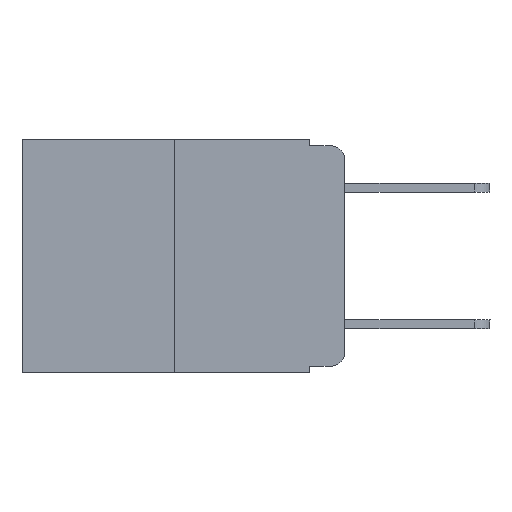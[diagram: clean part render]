
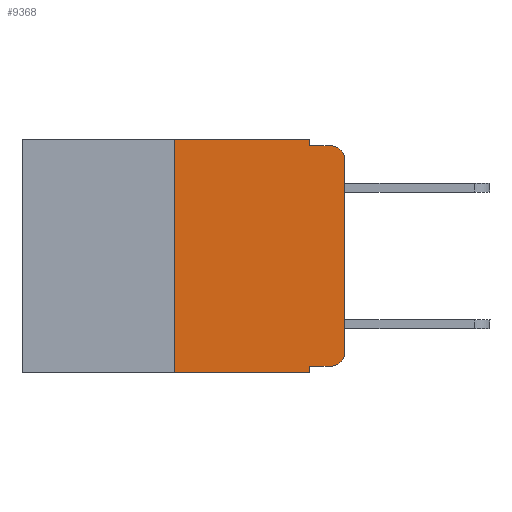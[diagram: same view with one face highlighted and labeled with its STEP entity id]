
A CAD part, left-side view. The second image highlights one B-rep face of the part: STEP entity #9368.
In plain terms, the highlighted planar face has unit normal (-1, 0, 0).
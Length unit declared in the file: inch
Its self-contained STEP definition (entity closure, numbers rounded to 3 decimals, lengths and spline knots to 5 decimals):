
#268 = ORIENTED_EDGE ( 'NONE', *, *, #1127, .T. ) ;
#288 = ORIENTED_EDGE ( 'NONE', *, *, #8918, .T. ) ;
#911 = LINE ( 'NONE', #3964, #10082 ) ;
#1121 = EDGE_LOOP ( 'NONE', ( #5039, #13748, #14221, #11601, #4421, #14276, #288, #14420, #4579, #268 ) ) ;
#1127 = EDGE_CURVE ( 'NONE', #9990, #14855, #18342, .T. ) ;
#1151 = DIRECTION ( 'NONE',  ( 0., -1., 0. ) ) ;
#1653 = CARTESIAN_POINT ( 'NONE',  ( 0., 0.473, 0. ) ) ;
#1880 = CARTESIAN_POINT ( 'NONE',  ( 0., 0.473, -0.343 ) ) ;
#2340 = CARTESIAN_POINT ( 'NONE',  ( 0., 0.051, -0.01 ) ) ;
#3187 = DIRECTION ( 'NONE',  ( 0., 0., -1. ) ) ;
#3222 = CARTESIAN_POINT ( 'NONE',  ( 0., 0.02, -0.333 ) ) ;
#3397 = VECTOR ( 'NONE', #3805, 39.37008 ) ;
#3448 = DIRECTION ( 'NONE',  ( 0., -1., 0. ) ) ;
#3784 = VECTOR ( 'NONE', #18516, 39.37008 ) ;
#3805 = DIRECTION ( 'NONE',  ( 0., -1., 0. ) ) ;
#3835 = CARTESIAN_POINT ( 'NONE',  ( 0., 0., -0.03 ) ) ;
#3964 = CARTESIAN_POINT ( 'NONE',  ( 0., 0.051, 0. ) ) ;
#3965 = VERTEX_POINT ( 'NONE', #3835 ) ;
#4308 = DIRECTION ( 'NONE',  ( -1., 0., 0. ) ) ;
#4349 = CARTESIAN_POINT ( 'NONE',  ( 0., 0.25, 0. ) ) ;
#4421 = ORIENTED_EDGE ( 'NONE', *, *, #15945, .F. ) ;
#4539 = CARTESIAN_POINT ( 'NONE',  ( 0., 0.051, -0.01 ) ) ;
#4579 = ORIENTED_EDGE ( 'NONE', *, *, #15043, .T. ) ;
#5039 = ORIENTED_EDGE ( 'NONE', *, *, #7215, .T. ) ;
#5107 = CARTESIAN_POINT ( 'NONE',  ( 0., 0.02, -0.01 ) ) ;
#5519 = LINE ( 'NONE', #11634, #10144 ) ;
#6023 = CARTESIAN_POINT ( 'NONE',  ( 0., 0.051, -0.333 ) ) ;
#6399 = AXIS2_PLACEMENT_3D ( 'NONE', #1653, #14119, #9221 ) ;
#6819 = VECTOR ( 'NONE', #19274, 39.37008 ) ;
#6995 = VECTOR ( 'NONE', #3448, 39.37008 ) ;
#7215 = EDGE_CURVE ( 'NONE', #14855, #3965, #5519, .T. ) ;
#7618 = EDGE_CURVE ( 'NONE', #11416, #19187, #9330, .T. ) ;
#7731 = CARTESIAN_POINT ( 'NONE',  ( 0., 0.25, 0. ) ) ;
#8432 = LINE ( 'NONE', #4349, #18941 ) ;
#8918 = EDGE_CURVE ( 'NONE', #11734, #18957, #18520, .T. ) ;
#8951 = AXIS2_PLACEMENT_3D ( 'NONE', #19488, #4308, #16525 ) ;
#9023 = CARTESIAN_POINT ( 'NONE',  ( 0., 0., -0.313 ) ) ;
#9193 = EDGE_CURVE ( 'NONE', #3965, #14939, #17556, .T. ) ;
#9221 = DIRECTION ( 'NONE',  ( 0., 0., -1. ) ) ;
#9330 = LINE ( 'NONE', #10746, #3784 ) ;
#9368 = ADVANCED_FACE ( 'NONE', ( #17119 ), #14030, .F. ) ;
#9564 = CARTESIAN_POINT ( 'NONE',  ( 0., 0.25, -0.343 ) ) ;
#9895 = LINE ( 'NONE', #19083, #6819 ) ;
#9990 = VERTEX_POINT ( 'NONE', #3222 ) ;
#10082 = VECTOR ( 'NONE', #19061, 39.37008 ) ;
#10144 = VECTOR ( 'NONE', #17725, 39.37008 ) ;
#10676 = CARTESIAN_POINT ( 'NONE',  ( 0., 0.02, -0.313 ) ) ;
#10746 = CARTESIAN_POINT ( 'NONE',  ( 0., 0.051, 0. ) ) ;
#10836 = VERTEX_POINT ( 'NONE', #6023 ) ;
#11416 = VERTEX_POINT ( 'NONE', #17775 ) ;
#11601 = ORIENTED_EDGE ( 'NONE', *, *, #7618, .F. ) ;
#11634 = CARTESIAN_POINT ( 'NONE',  ( 0., 0., 0. ) ) ;
#11734 = VERTEX_POINT ( 'NONE', #9564 ) ;
#13006 = LINE ( 'NONE', #2340, #3397 ) ;
#13748 = ORIENTED_EDGE ( 'NONE', *, *, #9193, .T. ) ;
#13821 = VERTEX_POINT ( 'NONE', #7731 ) ;
#14030 = PLANE ( 'NONE',  #6399 ) ;
#14119 = DIRECTION ( 'NONE',  ( 1., 0., 0. ) ) ;
#14176 = DIRECTION ( 'NONE',  ( -1., 0., 0. ) ) ;
#14221 = ORIENTED_EDGE ( 'NONE', *, *, #16463, .F. ) ;
#14227 = EDGE_CURVE ( 'NONE', #11734, #13821, #8432, .T. ) ;
#14276 = ORIENTED_EDGE ( 'NONE', *, *, #14227, .F. ) ;
#14420 = ORIENTED_EDGE ( 'NONE', *, *, #16904, .F. ) ;
#14855 = VERTEX_POINT ( 'NONE', #9023 ) ;
#14939 = VERTEX_POINT ( 'NONE', #5107 ) ;
#15043 = EDGE_CURVE ( 'NONE', #10836, #9990, #9895, .T. ) ;
#15945 = EDGE_CURVE ( 'NONE', #13821, #11416, #19204, .T. ) ;
#16330 = CARTESIAN_POINT ( 'NONE',  ( 0., 0.473, 0. ) ) ;
#16463 = EDGE_CURVE ( 'NONE', #19187, #14939, #13006, .T. ) ;
#16472 = VECTOR ( 'NONE', #1151, 39.37008 ) ;
#16525 = DIRECTION ( 'NONE',  ( 0., 0., -1. ) ) ;
#16904 = EDGE_CURVE ( 'NONE', #10836, #18957, #911, .T. ) ;
#17119 = FACE_OUTER_BOUND ( 'NONE', #1121, .T. ) ;
#17541 = CARTESIAN_POINT ( 'NONE',  ( 0., 0.051, -0.343 ) ) ;
#17556 = CIRCLE ( 'NONE', #8951, 0.02 ) ;
#17725 = DIRECTION ( 'NONE',  ( 0., 0., 1. ) ) ;
#17775 = CARTESIAN_POINT ( 'NONE',  ( 0., 0.051, 0. ) ) ;
#18012 = AXIS2_PLACEMENT_3D ( 'NONE', #10676, #14176, #3187 ) ;
#18342 = CIRCLE ( 'NONE', #18012, 0.02 ) ;
#18516 = DIRECTION ( 'NONE',  ( 0., 0., -1. ) ) ;
#18520 = LINE ( 'NONE', #1880, #6995 ) ;
#18941 = VECTOR ( 'NONE', #19419, 39.37008 ) ;
#18957 = VERTEX_POINT ( 'NONE', #17541 ) ;
#19061 = DIRECTION ( 'NONE',  ( 0., 0., -1. ) ) ;
#19083 = CARTESIAN_POINT ( 'NONE',  ( 0., 0.051, -0.333 ) ) ;
#19187 = VERTEX_POINT ( 'NONE', #4539 ) ;
#19204 = LINE ( 'NONE', #16330, #16472 ) ;
#19274 = DIRECTION ( 'NONE',  ( 0., -1., 0. ) ) ;
#19419 = DIRECTION ( 'NONE',  ( 0., 0., 1. ) ) ;
#19488 = CARTESIAN_POINT ( 'NONE',  ( 0., 0.02, -0.03 ) ) ;
